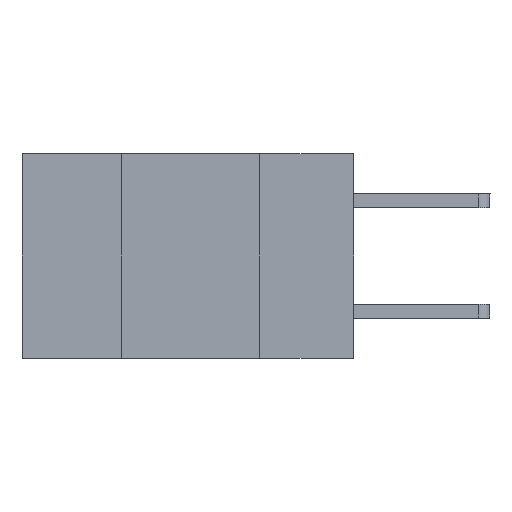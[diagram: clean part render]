
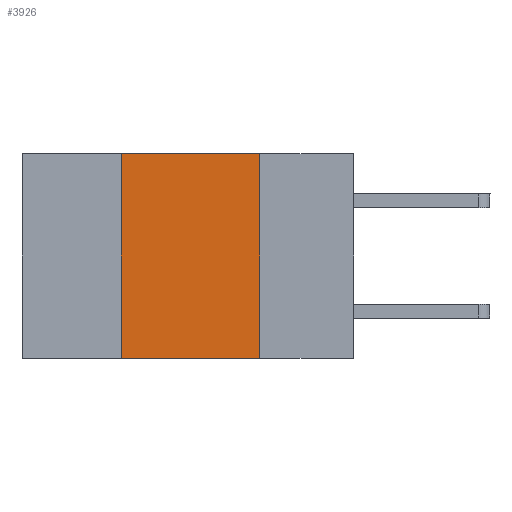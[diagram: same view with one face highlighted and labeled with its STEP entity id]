
A CAD part, left-side view. The second image highlights one B-rep face of the part: STEP entity #3926.
In plain terms, the highlighted planar face has unit normal (-1, 0, 0).
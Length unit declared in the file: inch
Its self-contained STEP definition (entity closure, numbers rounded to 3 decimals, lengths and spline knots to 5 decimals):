
#137 = ORIENTED_EDGE ( 'NONE', *, *, #3310, .F. ) ;
#194 = AXIS2_PLACEMENT_3D ( 'NONE', #804, #10955, #4492 ) ;
#281 = VECTOR ( 'NONE', #7702, 39.37008 ) ;
#415 = VERTEX_POINT ( 'NONE', #9640 ) ;
#682 = FACE_OUTER_BOUND ( 'NONE', #10124, .T. ) ;
#804 = CARTESIAN_POINT ( 'NONE',  ( 0., 0.6, 0. ) ) ;
#942 = DIRECTION ( 'NONE',  ( 0., -1., 0. ) ) ;
#1155 = LINE ( 'NONE', #6516, #10821 ) ;
#1652 = EDGE_CURVE ( 'NONE', #11946, #3283, #7568, .T. ) ;
#1865 = EDGE_CURVE ( 'NONE', #4501, #415, #1155, .T. ) ;
#3283 = VERTEX_POINT ( 'NONE', #9409 ) ;
#3310 = EDGE_CURVE ( 'NONE', #3283, #415, #9239, .T. ) ;
#3926 = ADVANCED_FACE ( 'NONE', ( #682 ), #5352, .F. ) ;
#4375 = CARTESIAN_POINT ( 'NONE',  ( 0., 0.6, 0. ) ) ;
#4492 = DIRECTION ( 'NONE',  ( 0., 0., -1. ) ) ;
#4501 = VERTEX_POINT ( 'NONE', #6824 ) ;
#5352 = PLANE ( 'NONE',  #194 ) ;
#6516 = CARTESIAN_POINT ( 'NONE',  ( 0., 0.6, -0.37 ) ) ;
#6628 = ORIENTED_EDGE ( 'NONE', *, *, #1652, .F. ) ;
#6824 = CARTESIAN_POINT ( 'NONE',  ( 0., 0.42, -0.37 ) ) ;
#7568 = LINE ( 'NONE', #4375, #8164 ) ;
#7702 = DIRECTION ( 'NONE',  ( 0., 0., -1. ) ) ;
#7755 = EDGE_CURVE ( 'NONE', #4501, #11946, #12015, .T. ) ;
#8000 = ORIENTED_EDGE ( 'NONE', *, *, #7755, .F. ) ;
#8164 = VECTOR ( 'NONE', #9847, 39.37008 ) ;
#8665 = VECTOR ( 'NONE', #10188, 39.37008 ) ;
#8686 = CARTESIAN_POINT ( 'NONE',  ( 0., 0.17, 0. ) ) ;
#9036 = ORIENTED_EDGE ( 'NONE', *, *, #1865, .T. ) ;
#9239 = LINE ( 'NONE', #8686, #281 ) ;
#9409 = CARTESIAN_POINT ( 'NONE',  ( 0., 0.17, 0. ) ) ;
#9640 = CARTESIAN_POINT ( 'NONE',  ( 0., 0.17, -0.37 ) ) ;
#9847 = DIRECTION ( 'NONE',  ( 0., -1., 0. ) ) ;
#10124 = EDGE_LOOP ( 'NONE', ( #137, #6628, #8000, #9036 ) ) ;
#10188 = DIRECTION ( 'NONE',  ( 0., 0., 1. ) ) ;
#10821 = VECTOR ( 'NONE', #942, 39.37008 ) ;
#10955 = DIRECTION ( 'NONE',  ( 1., 0., 0. ) ) ;
#11643 = CARTESIAN_POINT ( 'NONE',  ( 0., 0.42, 0. ) ) ;
#11821 = CARTESIAN_POINT ( 'NONE',  ( 0., 0.42, 0. ) ) ;
#11946 = VERTEX_POINT ( 'NONE', #11643 ) ;
#12015 = LINE ( 'NONE', #11821, #8665 ) ;
